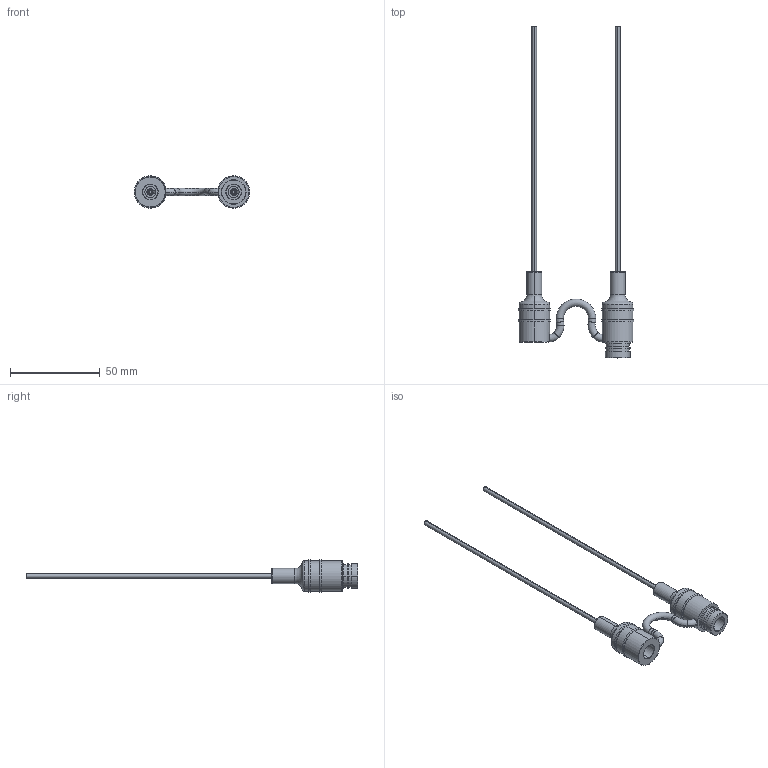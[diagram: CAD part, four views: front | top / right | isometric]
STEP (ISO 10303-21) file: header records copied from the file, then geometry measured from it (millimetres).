
FILE_DESCRIPTION (( 'STEP AP214' ), '1' );
FILE_NAME ('BF-308-6.STEP', '2022-12-29T03:29:19', ( '' ), ( '' ), 'SwSTEP 2.0', 'SolidWorks 2021', '' );
FILE_SCHEMA (( 'AUTOMOTIVE_DESIGN' ));
Length unit declared in the file: millimetre
Products named in the file (1): BF-308-6
Bounding box: 64.36 x 184.45 x 18 mm (x, y, z)
Volume: 12982.2 mm3; surface area: 13187.3 mm2
Topology: 7 solids, 7 shells, 181 faces, 389 edges, 237 vertices
Faces by surface type: cylinder 87, plane 51, torus 37, cone 4, bspline 2
Entity records: 5217 total; most frequent: DIRECTION 996, CARTESIAN_POINT 968, ORIENTED_EDGE 778, AXIS2_PLACEMENT_3D 436, EDGE_CURVE 389, CIRCLE 256, VERTEX_POINT 237, EDGE_LOOP 212
